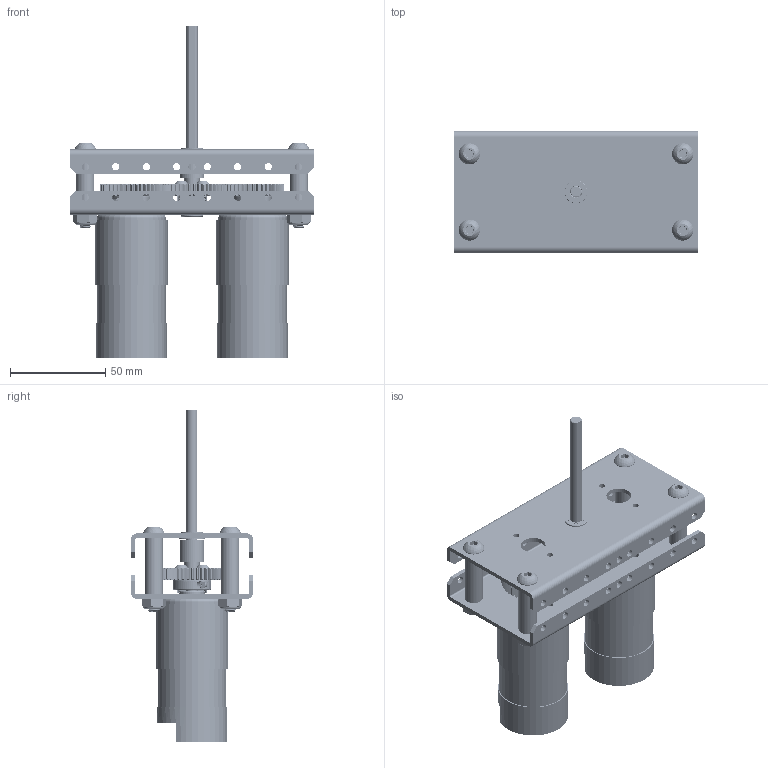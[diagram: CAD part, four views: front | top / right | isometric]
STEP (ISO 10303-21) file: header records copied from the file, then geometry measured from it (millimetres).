
FILE_DESCRIPTION (( 'STEP AP214' ), '1' );
FILE_NAME ('am- 3450 PicoBox Twin Turbo REV2.STEP', '2018-06-18T14:08:50', ( '' ), ( '' ), 'SwSTEP 2.0', 'SolidWorks 2017', '' );
FILE_SCHEMA (( 'AUTOMOTIVE_DESIGN' ));
Length unit declared in the file: inch
Products named in the file (16): am-3104 NeveRest Motor; 10-32 x 0.25 Set Screw Cup Point; 14-20 NyLock thin - Mcm 90566A029_90566A029; am-3443 6mmD Single Boss Nub; 6mm D-Shaft 100mm; 14-20 x 1.625 BHCS_92949A837; 40t gear assembly; PicoBox Spacer; MAS13-6-12 spacer; 40T 32DP 20PA With 6mm Bore Nub Gear; ENCL20-6MM-A; dv-9735 40T 32DP 20PA With 0125in Bore Pinion Gear; am- 3450 PicoBox Twin Turbo REV2; PicoBox Twin Turbo Plate; 6mm x 12mm Flanged -Mcm 7804K142_7804K142; 6-32x0.500 BHCS with threads_98164A111
Assembly tree (31 placements, depth 3):
  am- 3450 PicoBox Twin Turbo REV2
    PicoBox Twin Turbo Plate  x2
    PicoBox Spacer  x4
    14-20 x 1.625 BHCS_92949A837  x4
    14-20 NyLock thin - Mcm 90566A029_90566A029  x4
    6mm D-Shaft 100mm
    6mm x 12mm Flanged -Mcm 7804K142_7804K142  x2
    am-3104 NeveRest Motor  x2
    10-32 x 0.25 Set Screw Cup Point
    6-32x0.500 BHCS with threads_98164A111  x4
    40T 32DP 20PA With 6mm Bore Nub Gear
    am-3443 6mmD Single Boss Nub
    MAS13-6-12 spacer
    40t gear assembly  x2
      dv-9735 40T 32DP 20PA With 0125in Bore Pinion Gear
      ENCL20-6MM-A
Bounding box: 128 x 64 x 174.28 mm (x, y, z)
Volume: 237787.1 mm3; surface area: 100284 mm2
Topology: 65 solids, 65 shells, 2988 faces, 8019 edges, 5209 vertices
Faces by surface type: cylinder 1363, plane 657, cone 556, bspline 300, sphere 64, torus 48
Entity records: 73096 total; most frequent: CARTESIAN_POINT 31751, ORIENTED_EDGE 7856, DIRECTION 7078, EDGE_CURVE 3928, AXIS2_PLACEMENT_3D 2780, VERTEX_POINT 2578, EDGE_LOOP 1600, VECTOR 1518
